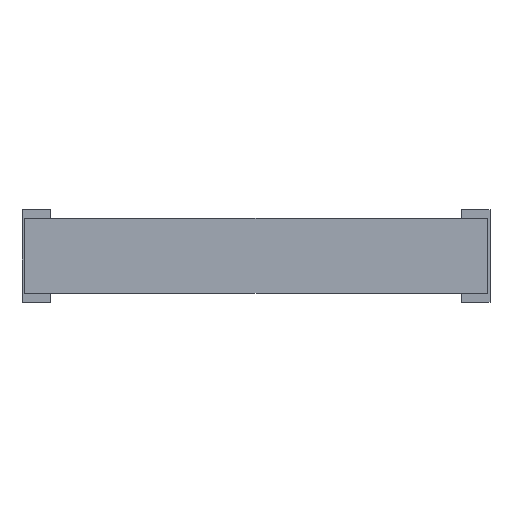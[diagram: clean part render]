
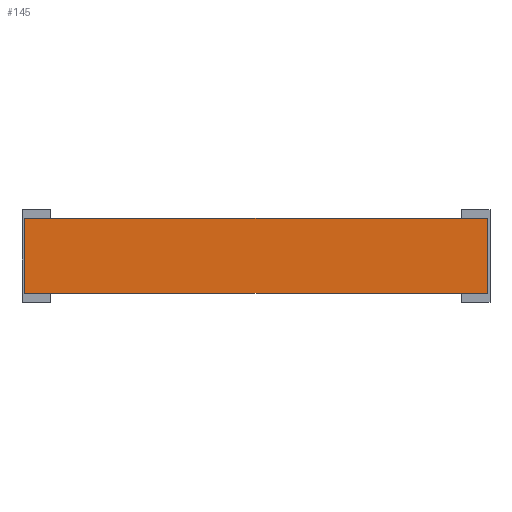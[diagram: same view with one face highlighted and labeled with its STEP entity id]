
A CAD part, top view. The second image highlights one B-rep face of the part: STEP entity #145.
In plain terms, the highlighted planar face has unit normal (0, 0, 1).
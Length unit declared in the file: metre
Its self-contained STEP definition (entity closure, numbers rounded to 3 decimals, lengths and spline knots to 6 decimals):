
#145 = ADVANCED_FACE( '', ( #202 ), #203, .T. );
#202 = FACE_OUTER_BOUND( '', #282, .T. );
#203 = PLANE( '', #283 );
#282 = EDGE_LOOP( '', ( #448, #449, #450, #451 ) );
#283 = AXIS2_PLACEMENT_3D( '', #452, #453, #454 );
#448 = ORIENTED_EDGE( '', *, *, #646, .T. );
#449 = ORIENTED_EDGE( '', *, *, #647, .T. );
#450 = ORIENTED_EDGE( '', *, *, #648, .F. );
#451 = ORIENTED_EDGE( '', *, *, #649, .T. );
#452 = CARTESIAN_POINT( '', ( 0., 0., 22. ) );
#453 = DIRECTION( '', ( 0., 0., 1. ) );
#454 = DIRECTION( '', ( 0.707, 0.707, 0. ) );
#646 = EDGE_CURVE( '', #754, #755, #756, .T. );
#647 = EDGE_CURVE( '', #755, #757, #758, .T. );
#648 = EDGE_CURVE( '', #759, #757, #760, .T. );
#649 = EDGE_CURVE( '', #759, #754, #761, .T. );
#754 = VERTEX_POINT( '', #930 );
#755 = VERTEX_POINT( '', #931 );
#756 = LINE( '', #932, #933 );
#757 = VERTEX_POINT( '', #934 );
#758 = LINE( '', #935, #936 );
#759 = VERTEX_POINT( '', #937 );
#760 = LINE( '', #938, #939 );
#761 = LINE( '', #940, #941 );
#930 = CARTESIAN_POINT( '', ( 0.5, 14.5, 22. ) );
#931 = CARTESIAN_POINT( '', ( 0.5, 1.5, 22. ) );
#932 = CARTESIAN_POINT( '', ( 0.5, 14.5, 22. ) );
#933 = VECTOR( '', #1094, 1. );
#934 = CARTESIAN_POINT( '', ( 80.5, 1.5, 22. ) );
#935 = CARTESIAN_POINT( '', ( 0.5, 1.5, 22. ) );
#936 = VECTOR( '', #1095, 1. );
#937 = CARTESIAN_POINT( '', ( 80.5, 14.5, 22. ) );
#938 = CARTESIAN_POINT( '', ( 80.5, 14.5, 22. ) );
#939 = VECTOR( '', #1096, 1. );
#940 = CARTESIAN_POINT( '', ( 80.5, 14.5, 22. ) );
#941 = VECTOR( '', #1097, 1. );
#1094 = DIRECTION( '', ( 0., -1., 0. ) );
#1095 = DIRECTION( '', ( 1., 0., 0. ) );
#1096 = DIRECTION( '', ( 0., -1., 0. ) );
#1097 = DIRECTION( '', ( -1., 0., 0. ) );
